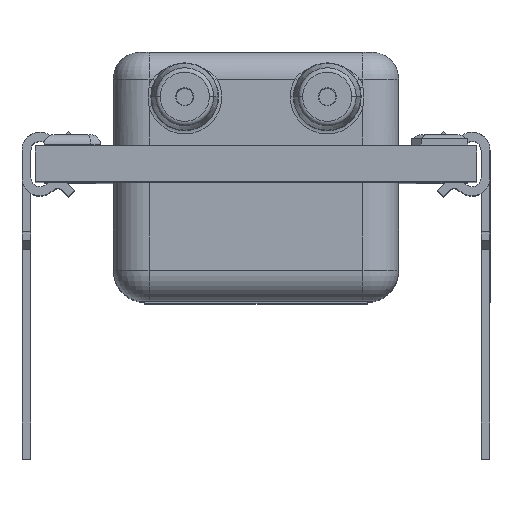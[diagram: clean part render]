
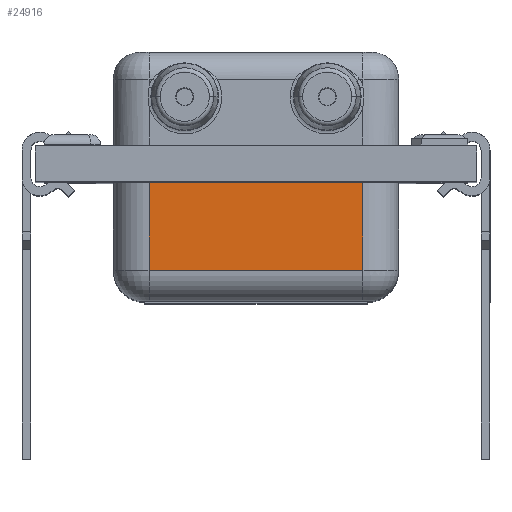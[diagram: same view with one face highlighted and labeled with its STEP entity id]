
A CAD part, top view. The second image highlights one B-rep face of the part: STEP entity #24916.
In plain terms, the highlighted planar face has unit normal (0, 0, 1).
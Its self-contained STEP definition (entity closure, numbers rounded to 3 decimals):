
#102 = LINE ( 'NONE', #20866, #19769 ) ;
#324 = VERTEX_POINT ( 'NONE', #5351 ) ;
#742 = LINE ( 'NONE', #25085, #20417 ) ;
#1006 = CARTESIAN_POINT ( 'NONE',  ( 3.048, -2.528, 8.4 ) ) ;
#2725 = LINE ( 'NONE', #29378, #29168 ) ;
#4120 = EDGE_CURVE ( 'NONE', #20822, #21033, #742, .T. ) ;
#5351 = CARTESIAN_POINT ( 'NONE',  ( -3.048, -0.025, 8.4 ) ) ;
#6923 = CARTESIAN_POINT ( 'NONE',  ( 3.048, -0.025, 8.4 ) ) ;
#8935 = PLANE ( 'NONE',  #28714 ) ;
#11527 = CARTESIAN_POINT ( 'NONE',  ( -3.048, -3.417, 8.4 ) ) ;
#12145 = ORIENTED_EDGE ( 'NONE', *, *, #4120, .T. ) ;
#14094 = DIRECTION ( 'NONE',  ( 0., 0., -1. ) ) ;
#14193 = DIRECTION ( 'NONE',  ( 0., 1., 0. ) ) ;
#15570 = EDGE_CURVE ( 'NONE', #19579, #20822, #2725, .T. ) ;
#15741 = DIRECTION ( 'NONE',  ( 1., 0., 0. ) ) ;
#17170 = LINE ( 'NONE', #26992, #29991 ) ;
#19371 = CARTESIAN_POINT ( 'NONE',  ( -3.048, -2.528, 8.4 ) ) ;
#19395 = EDGE_CURVE ( 'NONE', #324, #21033, #102, .T. ) ;
#19579 = VERTEX_POINT ( 'NONE', #19371 ) ;
#19769 = VECTOR ( 'NONE', #15741, 1000. ) ;
#20372 = ORIENTED_EDGE ( 'NONE', *, *, #19395, .F. ) ;
#20417 = VECTOR ( 'NONE', #30092, 1000. ) ;
#20742 = ORIENTED_EDGE ( 'NONE', *, *, #20941, .F. ) ;
#20822 = VERTEX_POINT ( 'NONE', #1006 ) ;
#20866 = CARTESIAN_POINT ( 'NONE',  ( -3.048, -0.025, 8.4 ) ) ;
#20941 = EDGE_CURVE ( 'NONE', #19579, #324, #17170, .T. ) ;
#21033 = VERTEX_POINT ( 'NONE', #6923 ) ;
#24916 = ADVANCED_FACE ( 'NONE', ( #28918 ), #8935, .F. ) ;
#25085 = CARTESIAN_POINT ( 'NONE',  ( 3.048, -3.417, 8.4 ) ) ;
#26992 = CARTESIAN_POINT ( 'NONE',  ( -3.048, -3.417, 8.4 ) ) ;
#28714 = AXIS2_PLACEMENT_3D ( 'NONE', #11527, #14094, #31996 ) ;
#28918 = FACE_OUTER_BOUND ( 'NONE', #29078, .T. ) ;
#29078 = EDGE_LOOP ( 'NONE', ( #20372, #20742, #32361, #12145 ) ) ;
#29168 = VECTOR ( 'NONE', #31931, 1000. ) ;
#29378 = CARTESIAN_POINT ( 'NONE',  ( -3.048, -2.528, 8.4 ) ) ;
#29991 = VECTOR ( 'NONE', #14193, 1000. ) ;
#30092 = DIRECTION ( 'NONE',  ( 0., 1., 0. ) ) ;
#31931 = DIRECTION ( 'NONE',  ( 1., 0., 0. ) ) ;
#31996 = DIRECTION ( 'NONE',  ( 1., 0., 0. ) ) ;
#32361 = ORIENTED_EDGE ( 'NONE', *, *, #15570, .T. ) ;
